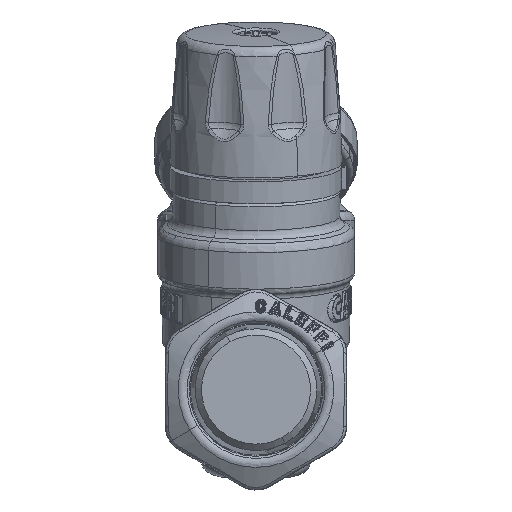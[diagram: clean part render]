
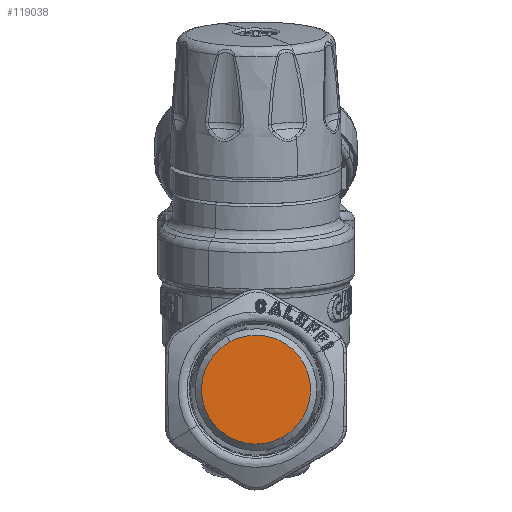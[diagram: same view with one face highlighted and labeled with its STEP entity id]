
A CAD part, front view. The second image highlights one B-rep face of the part: STEP entity #119038.
In plain terms, the highlighted planar face has unit normal (0, -1, 0).
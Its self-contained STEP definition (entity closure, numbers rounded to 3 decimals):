
#119015=CARTESIAN_POINT('Axis2P3D Location',(0.017,-113.111,13.845)) ;
#119020=CARTESIAN_POINT('Axis2P3D Location',(0.017,-113.111,24.887)) ;
#119024=CARTESIAN_POINT('Vertex',(-5.277,-113.111,34.578)) ;
#119026=CARTESIAN_POINT('Vertex',(5.311,-113.111,15.196)) ;
#119029=CARTESIAN_POINT('Axis2P3D Location',(0.017,-113.111,24.887)) ;
#119016=DIRECTION('Axis2P3D Direction',(0.,-1.,0.)) ;
#119017=DIRECTION('Axis2P3D XDirection',(1.,0.,0.)) ;
#119021=DIRECTION('Axis2P3D Direction',(0.,-1.,0.)) ;
#119030=DIRECTION('Axis2P3D Direction',(0.,-1.,0.)) ;
#119018=AXIS2_PLACEMENT_3D('Plane Axis2P3D',#119015,#119016,#119017) ;
#119022=AXIS2_PLACEMENT_3D('Circle Axis2P3D',#119020,#119021,$) ;
#119031=AXIS2_PLACEMENT_3D('Circle Axis2P3D',#119029,#119030,$) ;
#119023=CIRCLE('generated circle',#119022,11.043) ;
#119032=CIRCLE('generated circle',#119031,11.043) ;
#119019=PLANE('',#119018) ;
#119028=EDGE_CURVE('',#119025,#119027,#119023,.T.) ;
#119033=EDGE_CURVE('',#119027,#119025,#119032,.T.) ;
#119035=ORIENTED_EDGE('',*,*,#119028,.T.) ;
#119036=ORIENTED_EDGE('',*,*,#119033,.T.) ;
#119034=EDGE_LOOP('',(#119035,#119036)) ;
#119025=VERTEX_POINT('',#119024) ;
#119027=VERTEX_POINT('',#119026) ;
#119038=ADVANCED_FACE('PartBody',(#119037),#119019,.T.) ;
#119037=FACE_OUTER_BOUND('',#119034,.T.) ;
